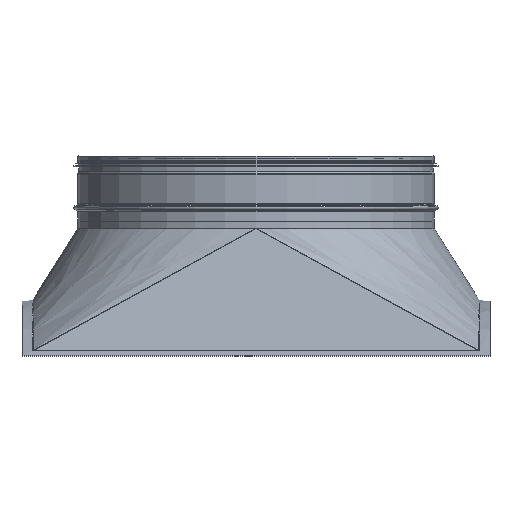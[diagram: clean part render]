
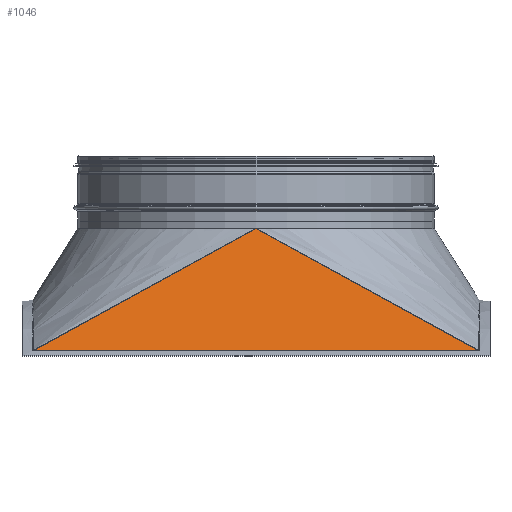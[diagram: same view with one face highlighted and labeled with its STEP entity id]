
A CAD part, front view. The second image highlights one B-rep face of the part: STEP entity #1046.
In plain terms, the highlighted planar face has unit normal (0, -0.974, 0.229).
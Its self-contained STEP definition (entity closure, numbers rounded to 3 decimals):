
#237=CARTESIAN_POINT('',(0.0,-248.875,725.0));
#238=VERTEX_POINT('',#237);
#909=CARTESIAN_POINT('',(-312.0,-289.,554.198));
#910=VERTEX_POINT('',#909);
#946=CARTESIAN_POINT('',(312.0,-289.,554.198));
#947=VERTEX_POINT('',#946);
#955=CARTESIAN_POINT('',(-312.,-289.,554.198));
#956=DIRECTION('',(1.0,0.0,0.0));
#957=VECTOR('',#956,624.0);
#958=LINE('',#955,#957);
#959=EDGE_CURVE('',#910,#947,#958,.T.);
#1026=CARTESIAN_POINT('',(0.,-278.281,599.827));
#1027=DIRECTION('',(0.,0.973,-0.229));
#1028=DIRECTION('',(0.0,0.229,0.973));
#1029=AXIS2_PLACEMENT_3D('',#1026,#1027,#1028);
#1030=PLANE('',#1029);
#1031=ORIENTED_EDGE('',*,*,#959,.T.);
#1032=CARTESIAN_POINT('',(0.0,-248.875,725.0));
#1033=DIRECTION('',(0.872,-0.112,-0.477));
#1034=VECTOR('',#1033,357.949);
#1035=LINE('',#1032,#1034);
#1036=EDGE_CURVE('',#238,#947,#1035,.T.);
#1037=ORIENTED_EDGE('',*,*,#1036,.F.);
#1038=CARTESIAN_POINT('',(0.0,-248.875,725.0));
#1039=DIRECTION('',(-0.872,-0.112,-0.477));
#1040=VECTOR('',#1039,357.949);
#1041=LINE('',#1038,#1040);
#1042=EDGE_CURVE('',#238,#910,#1041,.T.);
#1043=ORIENTED_EDGE('',*,*,#1042,.T.);
#1044=EDGE_LOOP('',(#1031,#1037,#1043));
#1045=FACE_OUTER_BOUND('',#1044,.T.);
#1046=ADVANCED_FACE('',(#1045),#1030,.F.);
